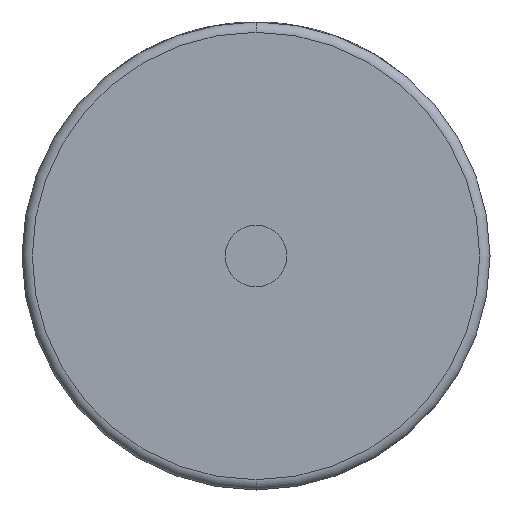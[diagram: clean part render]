
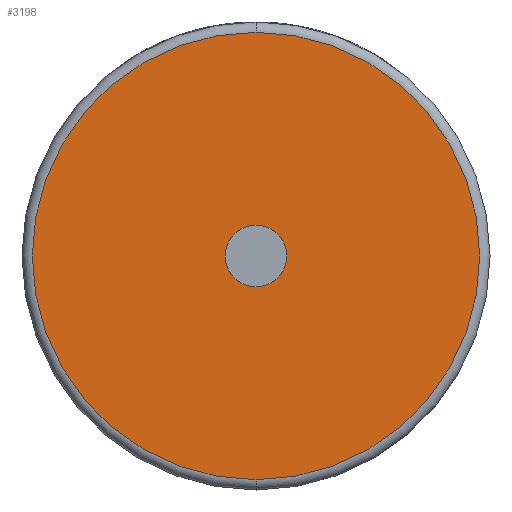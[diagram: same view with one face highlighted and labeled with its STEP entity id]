
A CAD part, front view. The second image highlights one B-rep face of the part: STEP entity #3198.
In plain terms, the highlighted planar face has unit normal (0, -1, 0).
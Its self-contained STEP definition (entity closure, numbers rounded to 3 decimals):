
#51 = CIRCLE ( 'NONE', #1786, 6. ) ;
#335 = CARTESIAN_POINT ( 'NONE',  ( 0., 0., 0. ) ) ;
#483 = EDGE_LOOP ( 'NONE', ( #616, #2124 ) ) ;
#520 = AXIS2_PLACEMENT_3D ( 'NONE', #802, #4041, #815 ) ;
#543 = DIRECTION ( 'NONE',  ( 0., 0., 1. ) ) ;
#616 = ORIENTED_EDGE ( 'NONE', *, *, #3373, .T. ) ;
#774 = VERTEX_POINT ( 'NONE', #1688 ) ;
#787 = FACE_OUTER_BOUND ( 'NONE', #483, .T. ) ;
#802 = CARTESIAN_POINT ( 'NONE',  ( 0., 0., 0. ) ) ;
#815 = DIRECTION ( 'NONE',  ( 0., 0., 1. ) ) ;
#844 = DIRECTION ( 'NONE',  ( 0., -1., 0. ) ) ;
#908 = CARTESIAN_POINT ( 'NONE',  ( 0., 0., 0. ) ) ;
#1157 = CIRCLE ( 'NONE', #4351, 43.5 ) ;
#1377 = DIRECTION ( 'NONE',  ( 0., 0., 1. ) ) ;
#1641 = CARTESIAN_POINT ( 'NONE',  ( 0., 0., 6. ) ) ;
#1658 = VERTEX_POINT ( 'NONE', #4260 ) ;
#1688 = CARTESIAN_POINT ( 'NONE',  ( 0., 0., 43.5 ) ) ;
#1786 = AXIS2_PLACEMENT_3D ( 'NONE', #908, #1967, #543 ) ;
#1967 = DIRECTION ( 'NONE',  ( 0., -1., 0. ) ) ;
#2042 = DIRECTION ( 'NONE',  ( 0., -1., 0. ) ) ;
#2049 = ORIENTED_EDGE ( 'NONE', *, *, #3974, .F. ) ;
#2076 = DIRECTION ( 'NONE',  ( 0., 0., 1. ) ) ;
#2124 = ORIENTED_EDGE ( 'NONE', *, *, #4059, .T. ) ;
#2200 = CIRCLE ( 'NONE', #2984, 43.5 ) ;
#2231 = CARTESIAN_POINT ( 'NONE',  ( 0., 0., 0. ) ) ;
#2402 = ORIENTED_EDGE ( 'NONE', *, *, #2855, .F. ) ;
#2680 = VERTEX_POINT ( 'NONE', #1641 ) ;
#2855 = EDGE_CURVE ( 'NONE', #1658, #2680, #51, .T. ) ;
#2984 = AXIS2_PLACEMENT_3D ( 'NONE', #335, #2042, #1377 ) ;
#3198 = ADVANCED_FACE ( 'NONE', ( #787, #4246 ), #4167, .F. ) ;
#3373 = EDGE_CURVE ( 'NONE', #774, #3445, #2200, .T. ) ;
#3445 = VERTEX_POINT ( 'NONE', #3563 ) ;
#3517 = CARTESIAN_POINT ( 'NONE',  ( 0., 0., 0. ) ) ;
#3563 = CARTESIAN_POINT ( 'NONE',  ( 0., 0., -43.5 ) ) ;
#3776 = AXIS2_PLACEMENT_3D ( 'NONE', #3517, #4195, #2076 ) ;
#3974 = EDGE_CURVE ( 'NONE', #2680, #1658, #4467, .T. ) ;
#4041 = DIRECTION ( 'NONE',  ( 0., -1., 0. ) ) ;
#4059 = EDGE_CURVE ( 'NONE', #3445, #774, #1157, .T. ) ;
#4167 = PLANE ( 'NONE',  #3776 ) ;
#4195 = DIRECTION ( 'NONE',  ( 0., 1., 0. ) ) ;
#4246 = FACE_BOUND ( 'NONE', #4580, .T. ) ;
#4260 = CARTESIAN_POINT ( 'NONE',  ( 0., 0., -6. ) ) ;
#4351 = AXIS2_PLACEMENT_3D ( 'NONE', #2231, #844, #4608 ) ;
#4467 = CIRCLE ( 'NONE', #520, 6. ) ;
#4580 = EDGE_LOOP ( 'NONE', ( #2049, #2402 ) ) ;
#4608 = DIRECTION ( 'NONE',  ( 0., 0., 1. ) ) ;
